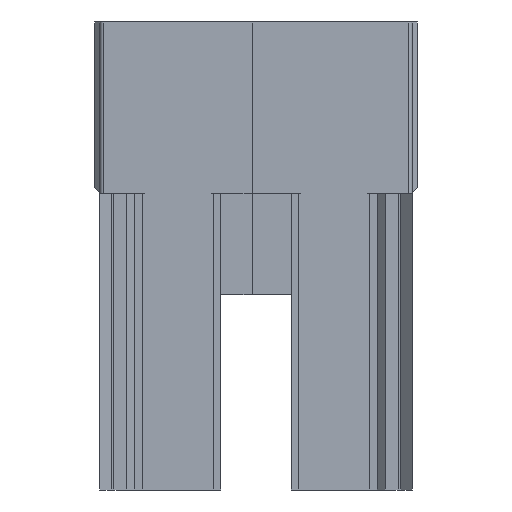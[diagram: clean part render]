
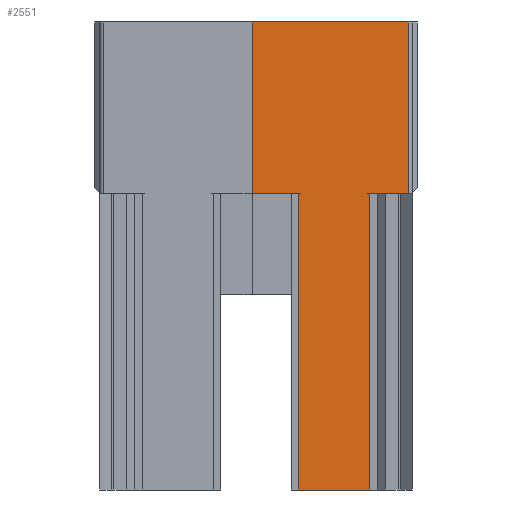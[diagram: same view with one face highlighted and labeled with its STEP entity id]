
A CAD part, front view. The second image highlights one B-rep face of the part: STEP entity #2551.
In plain terms, the highlighted planar face has unit normal (0, -1, 0).
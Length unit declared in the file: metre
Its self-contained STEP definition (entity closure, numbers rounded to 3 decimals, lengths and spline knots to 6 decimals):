
#424=ORIENTED_EDGE('',*,*,#1023,.F.);
#425=ORIENTED_EDGE('',*,*,#1055,.T.);
#426=ORIENTED_EDGE('',*,*,#1056,.F.);
#427=ORIENTED_EDGE('',*,*,#928,.T.);
#428=ORIENTED_EDGE('',*,*,#823,.T.);
#429=ORIENTED_EDGE('',*,*,#1057,.T.);
#430=ORIENTED_EDGE('',*,*,#1032,.T.);
#431=ORIENTED_EDGE('',*,*,#1058,.T.);
#823=EDGE_CURVE('',#1195,#1194,#1451,.T.);
#928=EDGE_CURVE('',#1283,#1195,#1548,.T.);
#1023=EDGE_CURVE('',#1351,#1352,#1619,.T.);
#1032=EDGE_CURVE('',#1359,#1360,#1628,.T.);
#1055=EDGE_CURVE('',#1351,#1373,#1651,.T.);
#1056=EDGE_CURVE('',#1283,#1373,#1652,.T.);
#1057=EDGE_CURVE('',#1194,#1359,#1653,.T.);
#1058=EDGE_CURVE('',#1360,#1352,#1654,.T.);
#1194=VERTEX_POINT('',#3417);
#1195=VERTEX_POINT('',#3419);
#1283=VERTEX_POINT('',#3647);
#1351=VERTEX_POINT('',#3886);
#1352=VERTEX_POINT('',#3888);
#1359=VERTEX_POINT('',#3907);
#1360=VERTEX_POINT('',#3908);
#1373=VERTEX_POINT('',#3952);
#1451=LINE('',#3418,#1775);
#1548=LINE('',#3646,#1872);
#1619=LINE('',#3887,#1943);
#1628=LINE('',#3906,#1952);
#1651=LINE('',#3951,#1975);
#1652=LINE('',#3953,#1976);
#1653=LINE('',#3954,#1977);
#1654=LINE('',#3955,#1978);
#1775=VECTOR('',#2792,1.);
#1872=VECTOR('',#2935,1.);
#1943=VECTOR('',#3072,1.);
#1952=VECTOR('',#3087,1.);
#1975=VECTOR('',#3126,1.);
#1976=VECTOR('',#3127,1.);
#1977=VECTOR('',#3128,1.);
#1978=VECTOR('',#3129,1.);
#2154=EDGE_LOOP('',(#424,#425,#426,#427,#428,#429,#430,#431));
#2300=FACE_BOUND('',#2154,.T.);
#2439=PLANE('',#2698);
#2551=ADVANCED_FACE('',(#2300),#2439,.F.);
#2698=AXIS2_PLACEMENT_3D('',#3950,#3124,#3125);
#2792=DIRECTION('',(0.,0.,-1.));
#2935=DIRECTION('',(-1.,0.,0.));
#3072=DIRECTION('',(0.,0.,-1.));
#3087=DIRECTION('',(0.,0.,-1.));
#3124=DIRECTION('',(0.,1.,0.));
#3125=DIRECTION('',(0.,0.,1.));
#3126=DIRECTION('',(1.,0.,0.));
#3127=DIRECTION('',(0.,0.,-1.));
#3128=DIRECTION('',(1.,0.,0.));
#3129=DIRECTION('',(1.,0.,0.));
#3417=CARTESIAN_POINT('',(-0.0005,-0.054014,0.015032));
#3418=CARTESIAN_POINT('',(-0.0005,-0.054014,0.036952));
#3419=CARTESIAN_POINT('',(-0.0005,-0.054014,0.03695));
#3646=CARTESIAN_POINT('',(0.01,-0.054014,0.03695));
#3647=CARTESIAN_POINT('',(0.0195,-0.054014,0.03695));
#3886=CARTESIAN_POINT('',(0.01458,-0.054014,0.015032));
#3887=CARTESIAN_POINT('',(0.01458,-0.054014,0.036952));
#3888=CARTESIAN_POINT('',(0.01458,-0.054014,-0.022968));
#3906=CARTESIAN_POINT('',(0.00542,-0.054014,0.036952));
#3907=CARTESIAN_POINT('',(0.00542,-0.054014,0.015032));
#3908=CARTESIAN_POINT('',(0.00542,-0.054014,-0.022968));
#3950=CARTESIAN_POINT('',(0.01,-0.054014,0.036952));
#3951=CARTESIAN_POINT('',(0.01704,-0.054014,0.015032));
#3952=CARTESIAN_POINT('',(0.0195,-0.054014,0.015032));
#3953=CARTESIAN_POINT('',(0.0195,-0.054014,0.036952));
#3954=CARTESIAN_POINT('',(0.00296,-0.054014,0.015032));
#3955=CARTESIAN_POINT('',(0.01,-0.054014,-0.022968));
